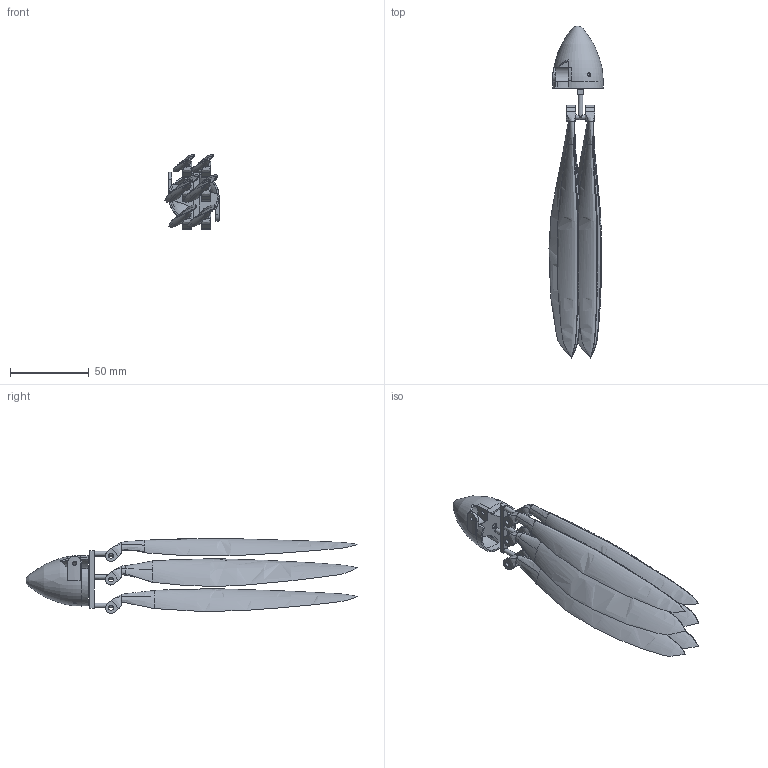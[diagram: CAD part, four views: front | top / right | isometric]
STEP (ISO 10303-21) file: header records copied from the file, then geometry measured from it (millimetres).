
FILE_DESCRIPTION(/* description */ ('Alibre Inc.'),/* implementation_level */ '2;1');
FILE_NAME(/* name */ 'export-452710BB-E5A1-4BEF-B07B-F663DBB5AAFF',/* time_stamp */ '2019-06-04T17:26:24+02:00',/* author */ (''),/* organization */ (''),/* preprocessor_version */ 'ST-DEVELOPER v17',/* originating_system */ 'Alibre',/* authorisation */ '');
FILE_SCHEMA (('AUTOMOTIVE_DESIGN'));
Length unit declared in the file: centimetre
Bounding box: 34.25 x 210.32 x 47.48 mm (x, y, z)
Volume: 30527.7 mm3; surface area: 41042.7 mm2
Topology: 1 solids, 1 shells, 187 faces, 560 edges, 356 vertices
Faces by surface type: bspline 76, plane 64, cylinder 41, revolution 5, cone 1
Full cylindrical faces by diameter (mm): 2.2 x4, 2.5 x4, 3 x13, 3.17 x1
Entity records: 26220 total; most frequent: CARTESIAN_POINT 22195, ORIENTED_EDGE 1004, EDGE_CURVE 502, DIRECTION 495, VERTEX_POINT 341, EDGE_LOOP 249, FACE_BOUND 249, B_SPLINE_CURVE_WITH_KNOTS 207
